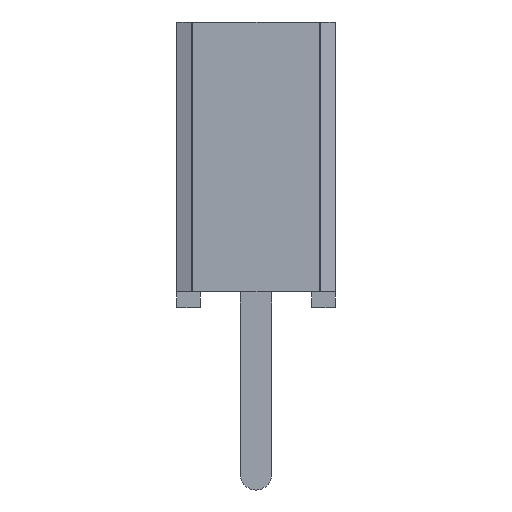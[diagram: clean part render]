
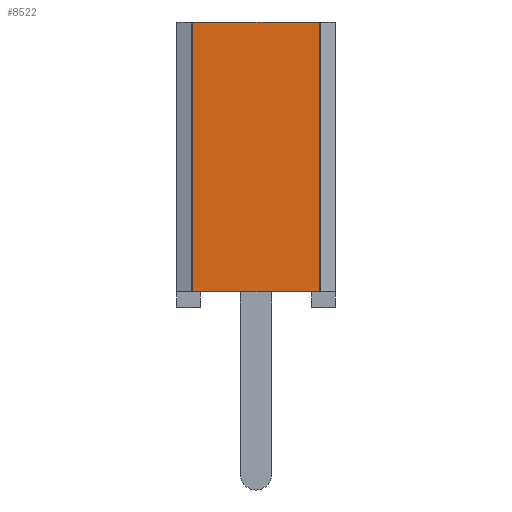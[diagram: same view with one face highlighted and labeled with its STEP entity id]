
A CAD part, left-side view. The second image highlights one B-rep face of the part: STEP entity #8522.
In plain terms, the highlighted planar face has unit normal (-1, 0, 0).
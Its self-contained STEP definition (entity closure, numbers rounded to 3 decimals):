
#8522 = ADVANCED_FACE('',(#8523),#8557,.F.);
#8523 = FACE_BOUND('',#8524,.T.);
#8524 = EDGE_LOOP('',(#8525,#8535,#8543,#8551));
#8525 = ORIENTED_EDGE('',*,*,#8526,.T.);
#8526 = EDGE_CURVE('',#8527,#8529,#8531,.T.);
#8527 = VERTEX_POINT('',#8528);
#8528 = CARTESIAN_POINT('',(-23.609,1.026,4.572));
#8529 = VERTEX_POINT('',#8530);
#8530 = CARTESIAN_POINT('',(-23.609,1.026,0.254));
#8531 = LINE('',#8532,#8533);
#8532 = CARTESIAN_POINT('',(-23.609,1.026,4.572));
#8533 = VECTOR('',#8534,1.);
#8534 = DIRECTION('',(0.,0.,-1.));
#8535 = ORIENTED_EDGE('',*,*,#8536,.T.);
#8536 = EDGE_CURVE('',#8529,#8537,#8539,.T.);
#8537 = VERTEX_POINT('',#8538);
#8538 = CARTESIAN_POINT('',(-23.609,-1.026,0.254));
#8539 = LINE('',#8540,#8541);
#8540 = CARTESIAN_POINT('',(-23.609,0.889,0.254));
#8541 = VECTOR('',#8542,1.);
#8542 = DIRECTION('',(0.,-1.,0.));
#8543 = ORIENTED_EDGE('',*,*,#8544,.T.);
#8544 = EDGE_CURVE('',#8537,#8545,#8547,.T.);
#8545 = VERTEX_POINT('',#8546);
#8546 = CARTESIAN_POINT('',(-23.609,-1.026,4.572));
#8547 = LINE('',#8548,#8549);
#8548 = CARTESIAN_POINT('',(-23.609,-1.026,4.572));
#8549 = VECTOR('',#8550,1.);
#8550 = DIRECTION('',(0.,0.,1.));
#8551 = ORIENTED_EDGE('',*,*,#8552,.F.);
#8552 = EDGE_CURVE('',#8527,#8545,#8553,.T.);
#8553 = LINE('',#8554,#8555);
#8554 = CARTESIAN_POINT('',(-23.609,1.27,4.572));
#8555 = VECTOR('',#8556,1.);
#8556 = DIRECTION('',(0.,-1.,0.));
#8557 = PLANE('',#8558);
#8558 = AXIS2_PLACEMENT_3D('',#8559,#8560,#8561);
#8559 = CARTESIAN_POINT('',(-23.609,1.27,4.572));
#8560 = DIRECTION('',(1.,0.,0.));
#8561 = DIRECTION('',(0.,1.,0.));
